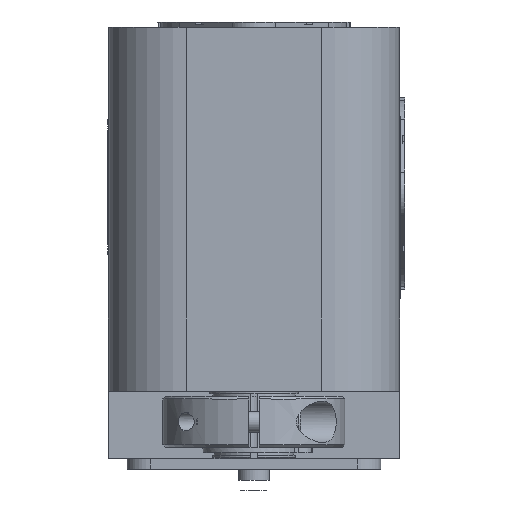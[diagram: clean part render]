
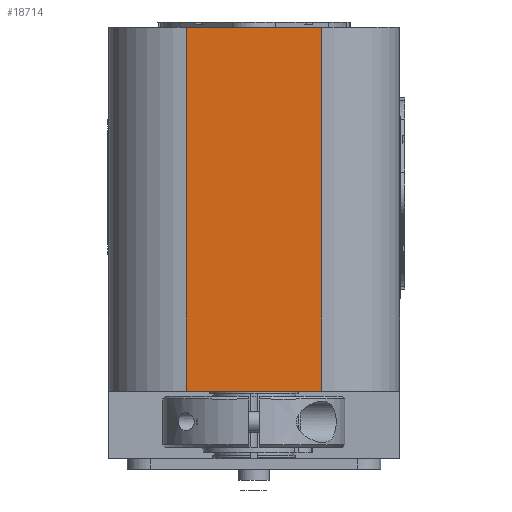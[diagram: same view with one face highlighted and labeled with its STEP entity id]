
A CAD part, left-side view. The second image highlights one B-rep face of the part: STEP entity #18714.
In plain terms, the highlighted planar face has unit normal (-1, 0, 0).
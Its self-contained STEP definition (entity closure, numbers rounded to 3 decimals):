
#1424=FACE_OUTER_BOUND('',#2467,.T.);
#2467=EDGE_LOOP('',(#13627,#13628,#13629,#13630));
#3669=LINE('',#28210,#5221);
#3682=LINE('',#28256,#5234);
#3683=LINE('',#28259,#5235);
#3684=LINE('',#28260,#5236);
#5221=VECTOR('',#23278,26.);
#5234=VECTOR('',#23323,12.);
#5235=VECTOR('',#23326,26.);
#5236=VECTOR('',#23327,2.);
#7715=VERTEX_POINT('',#28207);
#7716=VERTEX_POINT('',#28209);
#7733=VERTEX_POINT('',#28254);
#7734=VERTEX_POINT('',#28258);
#9871=EDGE_CURVE('',#7716,#7715,#3669,.T.);
#9895=EDGE_CURVE('',#7715,#7733,#3682,.T.);
#9896=EDGE_CURVE('',#7734,#7733,#3683,.T.);
#9897=EDGE_CURVE('',#7734,#7716,#3684,.T.);
#13627=ORIENTED_EDGE('',*,*,#9871,.T.);
#13628=ORIENTED_EDGE('',*,*,#9895,.T.);
#13629=ORIENTED_EDGE('',*,*,#9896,.F.);
#13630=ORIENTED_EDGE('',*,*,#9897,.T.);
#16994=PLANE('',#20230);
#18714=ADVANCED_FACE('',(#1424),#16994,.T.);
#20230=AXIS2_PLACEMENT_3D('',#28257,#23324,#23325);
#23278=DIRECTION('',(0.,-1.,0.));
#23323=DIRECTION('',(0.,0.,1.));
#23324=DIRECTION('center_axis',(-1.,0.,0.));
#23325=DIRECTION('ref_axis',(0.,0.,1.));
#23326=DIRECTION('',(0.,-1.,0.));
#23327=DIRECTION('',(0.,0.,-1.));
#28207=CARTESIAN_POINT('',(0.,15.,13.));
#28209=CARTESIAN_POINT('',(0.,41.,13.));
#28210=CARTESIAN_POINT('',(0.,21.5,13.));
#28254=CARTESIAN_POINT('',(0.,15.,83.));
#28256=CARTESIAN_POINT('',(0.,15.,0.));
#28257=CARTESIAN_POINT('Origin',(0.,15.,0.));
#28258=CARTESIAN_POINT('',(0.,41.,83.));
#28259=CARTESIAN_POINT('',(0.,41.,83.));
#28260=CARTESIAN_POINT('',(0.,41.,83.));
